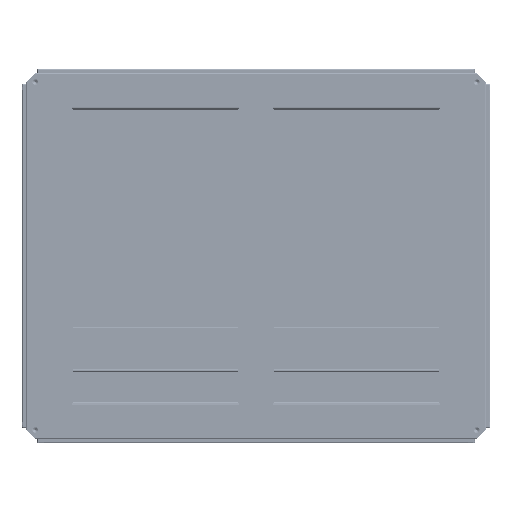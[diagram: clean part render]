
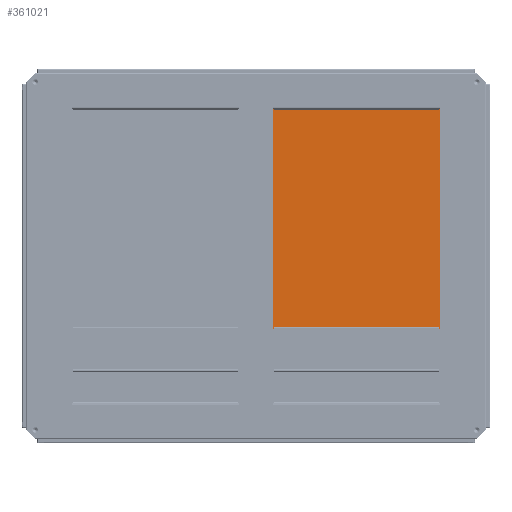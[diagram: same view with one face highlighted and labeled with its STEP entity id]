
A CAD part, front view. The second image highlights one B-rep face of the part: STEP entity #361021.
In plain terms, the highlighted planar face has unit normal (0, -1, 0).
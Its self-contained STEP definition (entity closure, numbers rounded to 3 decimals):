
#2927 = ORIENTED_EDGE ( 'NONE', *, *, #377176, .F. ) ;
#3406 = DIRECTION ( 'NONE',  ( 0., 0., -1. ) ) ;
#4093 = ORIENTED_EDGE ( 'NONE', *, *, #136530, .F. ) ;
#10293 = ORIENTED_EDGE ( 'NONE', *, *, #236738, .F. ) ;
#14049 = DIRECTION ( 'NONE',  ( 1., 0., 0. ) ) ;
#18324 = DIRECTION ( 'NONE',  ( 0., 0., 1. ) ) ;
#18412 = DIRECTION ( 'NONE',  ( 0., 0., 1. ) ) ;
#20649 = LINE ( 'NONE', #131782, #255144 ) ;
#36496 = CARTESIAN_POINT ( 'NONE',  ( 38., 18., -155. ) ) ;
#36959 = EDGE_CURVE ( 'NONE', #118774, #320503, #228644, .T. ) ;
#42746 = LINE ( 'NONE', #399803, #441228 ) ;
#42977 = LINE ( 'NONE', #128079, #78156 ) ;
#46920 = EDGE_CURVE ( 'NONE', #320503, #76854, #140715, .T. ) ;
#47236 = VECTOR ( 'NONE', #291471, 1000. ) ;
#49732 = EDGE_CURVE ( 'NONE', #76854, #292468, #174690, .T. ) ;
#57603 = VERTEX_POINT ( 'NONE', #202417 ) ;
#57776 = CARTESIAN_POINT ( 'NONE',  ( 22., 18., 315. ) ) ;
#58451 = CARTESIAN_POINT ( 'NONE',  ( 392., 18., 312.5 ) ) ;
#61338 = CARTESIAN_POINT ( 'NONE',  ( 408., 18., -155. ) ) ;
#67675 = DIRECTION ( 'NONE',  ( -1., 0., 0. ) ) ;
#71549 = DIRECTION ( 'NONE',  ( -1., 0., 0. ) ) ;
#75046 = DIRECTION ( 'NONE',  ( 0., 1., 0. ) ) ;
#76444 = CARTESIAN_POINT ( 'NONE',  ( 392., 18., 312.5 ) ) ;
#76854 = VERTEX_POINT ( 'NONE', #318706 ) ;
#78156 = VECTOR ( 'NONE', #92045, 1000. ) ;
#85122 = DIRECTION ( 'NONE',  ( 0., 0., -1. ) ) ;
#92045 = DIRECTION ( 'NONE',  ( 0., 0., -1. ) ) ;
#92735 = LINE ( 'NONE', #95155, #479601 ) ;
#95155 = CARTESIAN_POINT ( 'NONE',  ( 392., 18., -155. ) ) ;
#96093 = DIRECTION ( 'NONE',  ( 0., 0., 1. ) ) ;
#106369 = LINE ( 'NONE', #477137, #141572 ) ;
#115312 = DIRECTION ( 'NONE',  ( 1., 0., 0. ) ) ;
#118721 = VERTEX_POINT ( 'NONE', #194769 ) ;
#118774 = VERTEX_POINT ( 'NONE', #76444 ) ;
#123572 = EDGE_CURVE ( 'NONE', #259036, #312206, #257774, .T. ) ;
#125995 = CARTESIAN_POINT ( 'NONE',  ( 392., 18., 314.791 ) ) ;
#128079 = CARTESIAN_POINT ( 'NONE',  ( 38., 18., 315. ) ) ;
#131782 = CARTESIAN_POINT ( 'NONE',  ( 38., 18., 312.5 ) ) ;
#135861 = ORIENTED_EDGE ( 'NONE', *, *, #123572, .F. ) ;
#136530 = EDGE_CURVE ( 'NONE', #287650, #118721, #483915, .T. ) ;
#140661 = LINE ( 'NONE', #239051, #187736 ) ;
#140715 = LINE ( 'NONE', #58451, #322718 ) ;
#141572 = VECTOR ( 'NONE', #67675, 1000. ) ;
#144365 = VERTEX_POINT ( 'NONE', #439631 ) ;
#149737 = CARTESIAN_POINT ( 'NONE',  ( 408., 18., 315. ) ) ;
#151179 = VECTOR ( 'NONE', #115312, 1000. ) ;
#158495 = ORIENTED_EDGE ( 'NONE', *, *, #293905, .F. ) ;
#161603 = ORIENTED_EDGE ( 'NONE', *, *, #194172, .F. ) ;
#164711 = ORIENTED_EDGE ( 'NONE', *, *, #350203, .F. ) ;
#167197 = EDGE_CURVE ( 'NONE', #312797, #210805, #429653, .T. ) ;
#174690 = LINE ( 'NONE', #149737, #151179 ) ;
#180793 = VERTEX_POINT ( 'NONE', #314404 ) ;
#181995 = CARTESIAN_POINT ( 'NONE',  ( 38., 18., -154.791 ) ) ;
#187736 = VECTOR ( 'NONE', #85122, 1000. ) ;
#194172 = EDGE_CURVE ( 'NONE', #363201, #312797, #140661, .T. ) ;
#194769 = CARTESIAN_POINT ( 'NONE',  ( 38., 18., 314.791 ) ) ;
#202264 = CARTESIAN_POINT ( 'NONE',  ( 408., 18., -155. ) ) ;
#202417 = CARTESIAN_POINT ( 'NONE',  ( 392., 18., -152.5 ) ) ;
#204072 = EDGE_CURVE ( 'NONE', #292468, #457545, #399103, .T. ) ;
#210805 = VERTEX_POINT ( 'NONE', #36496 ) ;
#213360 = DIRECTION ( 'NONE',  ( 1., 0., 0. ) ) ;
#228644 = LINE ( 'NONE', #286580, #47236 ) ;
#230464 = VECTOR ( 'NONE', #478503, 1000. ) ;
#231070 = ORIENTED_EDGE ( 'NONE', *, *, #167197, .F. ) ;
#235429 = CARTESIAN_POINT ( 'NONE',  ( 38., 18., -152.5 ) ) ;
#236738 = EDGE_CURVE ( 'NONE', #457545, #144365, #319095, .T. ) ;
#238829 = CARTESIAN_POINT ( 'NONE',  ( 408., 18., 315. ) ) ;
#239051 = CARTESIAN_POINT ( 'NONE',  ( 38., 18., -152.5 ) ) ;
#239411 = EDGE_LOOP ( 'NONE', ( #4093, #365439, #135861, #421311, #231070, #161603, #164711, #2927, #158495, #10293, #451480, #293105, #308871, #476849, #289083, #372533 ) ) ;
#251298 = DIRECTION ( 'NONE',  ( -1., 0., 0. ) ) ;
#255144 = VECTOR ( 'NONE', #14049, 1000. ) ;
#257774 = LINE ( 'NONE', #474403, #369179 ) ;
#258319 = EDGE_CURVE ( 'NONE', #210805, #259036, #106369, .T. ) ;
#259036 = VERTEX_POINT ( 'NONE', #345473 ) ;
#261747 = CARTESIAN_POINT ( 'NONE',  ( 215., 18., 80. ) ) ;
#282020 = EDGE_CURVE ( 'NONE', #180793, #118774, #20649, .T. ) ;
#286053 = DIRECTION ( 'NONE',  ( 0., 0., 1. ) ) ;
#286580 = CARTESIAN_POINT ( 'NONE',  ( 392., 18., 312.5 ) ) ;
#287650 = VERTEX_POINT ( 'NONE', #394783 ) ;
#289083 = ORIENTED_EDGE ( 'NONE', *, *, #282020, .F. ) ;
#291471 = DIRECTION ( 'NONE',  ( 0., 0., 1. ) ) ;
#292156 = VECTOR ( 'NONE', #213360, 1000. ) ;
#292468 = VERTEX_POINT ( 'NONE', #477254 ) ;
#293105 = ORIENTED_EDGE ( 'NONE', *, *, #49732, .F. ) ;
#293398 = CARTESIAN_POINT ( 'NONE',  ( 38., 18., -152.5 ) ) ;
#293905 = EDGE_CURVE ( 'NONE', #144365, #330905, #42746, .T. ) ;
#301118 = DIRECTION ( 'NONE',  ( 0., 0., 1. ) ) ;
#305954 = EDGE_CURVE ( 'NONE', #118721, #180793, #42977, .T. ) ;
#308871 = ORIENTED_EDGE ( 'NONE', *, *, #46920, .F. ) ;
#312206 = VERTEX_POINT ( 'NONE', #57776 ) ;
#312797 = VERTEX_POINT ( 'NONE', #181995 ) ;
#314404 = CARTESIAN_POINT ( 'NONE',  ( 38., 18., 312.5 ) ) ;
#315636 = CARTESIAN_POINT ( 'NONE',  ( 392., 18., -154.791 ) ) ;
#318706 = CARTESIAN_POINT ( 'NONE',  ( 392., 18., 315. ) ) ;
#319095 = LINE ( 'NONE', #61338, #418493 ) ;
#320503 = VERTEX_POINT ( 'NONE', #125995 ) ;
#322718 = VECTOR ( 'NONE', #286053, 1000. ) ;
#330905 = VERTEX_POINT ( 'NONE', #315636 ) ;
#343395 = VECTOR ( 'NONE', #3406, 1000. ) ;
#345473 = CARTESIAN_POINT ( 'NONE',  ( 22., 18., -155. ) ) ;
#350203 = EDGE_CURVE ( 'NONE', #57603, #363201, #478698, .T. ) ;
#361021 = ADVANCED_FACE ( 'NONE', ( #436793 ), #373201, .F. ) ;
#363201 = VERTEX_POINT ( 'NONE', #235429 ) ;
#365439 = ORIENTED_EDGE ( 'NONE', *, *, #416593, .F. ) ;
#367278 = VECTOR ( 'NONE', #71549, 1000. ) ;
#369179 = VECTOR ( 'NONE', #96093, 1000. ) ;
#372533 = ORIENTED_EDGE ( 'NONE', *, *, #305954, .F. ) ;
#373201 = PLANE ( 'NONE',  #466400 ) ;
#377176 = EDGE_CURVE ( 'NONE', #330905, #57603, #92735, .T. ) ;
#391688 = LINE ( 'NONE', #398449, #292156 ) ;
#394783 = CARTESIAN_POINT ( 'NONE',  ( 38., 18., 315. ) ) ;
#398449 = CARTESIAN_POINT ( 'NONE',  ( 408., 18., 315. ) ) ;
#399103 = LINE ( 'NONE', #238829, #481054 ) ;
#399803 = CARTESIAN_POINT ( 'NONE',  ( 392., 18., -155. ) ) ;
#410468 = CARTESIAN_POINT ( 'NONE',  ( 392., 18., -152.5 ) ) ;
#415974 = CARTESIAN_POINT ( 'NONE',  ( 38., 18., 315. ) ) ;
#416593 = EDGE_CURVE ( 'NONE', #312206, #287650, #391688, .T. ) ;
#418493 = VECTOR ( 'NONE', #251298, 1000. ) ;
#421311 = ORIENTED_EDGE ( 'NONE', *, *, #258319, .F. ) ;
#429653 = LINE ( 'NONE', #293398, #230464 ) ;
#436793 = FACE_OUTER_BOUND ( 'NONE', #239411, .T. ) ;
#439631 = CARTESIAN_POINT ( 'NONE',  ( 392., 18., -155. ) ) ;
#441228 = VECTOR ( 'NONE', #18412, 1000. ) ;
#451480 = ORIENTED_EDGE ( 'NONE', *, *, #204072, .F. ) ;
#457545 = VERTEX_POINT ( 'NONE', #202264 ) ;
#458460 = DIRECTION ( 'NONE',  ( 0., 0., -1. ) ) ;
#466400 = AXIS2_PLACEMENT_3D ( 'NONE', #261747, #75046, #301118 ) ;
#474403 = CARTESIAN_POINT ( 'NONE',  ( 22., 18., 315. ) ) ;
#476849 = ORIENTED_EDGE ( 'NONE', *, *, #36959, .F. ) ;
#477137 = CARTESIAN_POINT ( 'NONE',  ( 408., 18., -155. ) ) ;
#477254 = CARTESIAN_POINT ( 'NONE',  ( 408., 18., 315. ) ) ;
#478503 = DIRECTION ( 'NONE',  ( 0., 0., -1. ) ) ;
#478698 = LINE ( 'NONE', #410468, #367278 ) ;
#479601 = VECTOR ( 'NONE', #18324, 1000. ) ;
#481054 = VECTOR ( 'NONE', #458460, 1000. ) ;
#483915 = LINE ( 'NONE', #415974, #343395 ) ;
